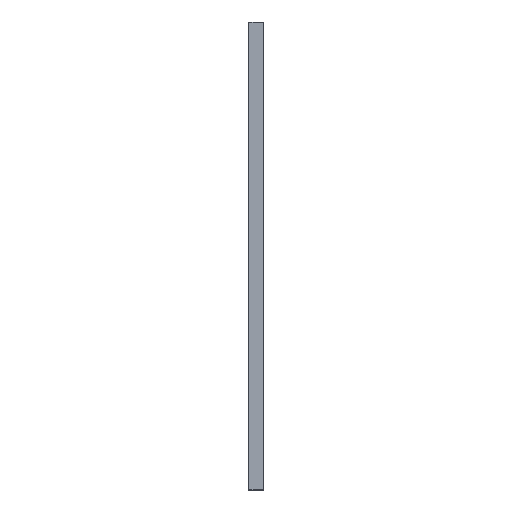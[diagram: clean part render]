
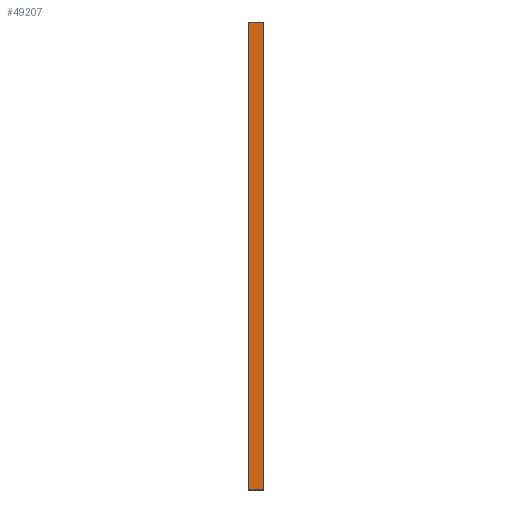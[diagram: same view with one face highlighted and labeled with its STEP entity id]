
A CAD part, front view. The second image highlights one B-rep face of the part: STEP entity #49207.
In plain terms, the highlighted planar face has unit normal (0, -1, 0).
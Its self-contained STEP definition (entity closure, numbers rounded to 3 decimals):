
#37852 = PLANE('',#37853);
#37853 = AXIS2_PLACEMENT_3D('',#37854,#37855,#37856);
#37854 = CARTESIAN_POINT('',(4.,-8.95,0.05));
#37855 = DIRECTION('',(0.,0.707,0.707));
#37856 = DIRECTION('',(1.,0.,0.));
#38160 = PLANE('',#38161);
#38161 = AXIS2_PLACEMENT_3D('',#38162,#38163,#38164);
#38162 = CARTESIAN_POINT('',(4.,-8.95,249.95));
#38163 = DIRECTION('',(0.,-0.707,
    0.707));
#38164 = DIRECTION('',(1.,0.,0.));
#38447 = PLANE('',#38448);
#38448 = AXIS2_PLACEMENT_3D('',#38449,#38450,#38451);
#38449 = CARTESIAN_POINT('',(-3.9,-8.9,0.));
#38450 = DIRECTION('',(-0.707,-0.707,
    0.));
#38451 = DIRECTION('',(0.,0.,1.));
#42323 = VERTEX_POINT('',#42324);
#42324 = CARTESIAN_POINT('',(3.9,-9.,0.1));
#42345 = EDGE_CURVE('',#42323,#42346,#42348,.T.);
#42346 = VERTEX_POINT('',#42347);
#42347 = CARTESIAN_POINT('',(-3.8,-9.,0.1));
#42348 = SURFACE_CURVE('',#42349,(#42353,#42360),.PCURVE_S1.);
#42349 = LINE('',#42350,#42351);
#42350 = CARTESIAN_POINT('',(4.,-9.,0.1));
#42351 = VECTOR('',#42352,1.);
#42352 = DIRECTION('',(-1.,0.,0.));
#42353 = PCURVE('',#37852,#42354);
#42354 = DEFINITIONAL_REPRESENTATION('',(#42355),#42359);
#42355 = LINE('',#42356,#42357);
#42356 = CARTESIAN_POINT('',(0.,-0.071));
#42357 = VECTOR('',#42358,1.);
#42358 = DIRECTION('',(-1.,0.));
#42359 = ( GEOMETRIC_REPRESENTATION_CONTEXT(2) 
PARAMETRIC_REPRESENTATION_CONTEXT() REPRESENTATION_CONTEXT('2D SPACE',''
  ) );
#42360 = PCURVE('',#42361,#42366);
#42361 = PLANE('',#42362);
#42362 = AXIS2_PLACEMENT_3D('',#42363,#42364,#42365);
#42363 = CARTESIAN_POINT('',(4.,-9.,0.));
#42364 = DIRECTION('',(0.,-1.,0.));
#42365 = DIRECTION('',(-1.,0.,0.));
#42366 = DEFINITIONAL_REPRESENTATION('',(#42367),#42371);
#42367 = LINE('',#42368,#42369);
#42368 = CARTESIAN_POINT('',(0.,-0.1));
#42369 = VECTOR('',#42370,1.);
#42370 = DIRECTION('',(1.,0.));
#42371 = ( GEOMETRIC_REPRESENTATION_CONTEXT(2) 
PARAMETRIC_REPRESENTATION_CONTEXT() REPRESENTATION_CONTEXT('2D SPACE',''
  ) );
#42638 = VERTEX_POINT('',#42639);
#42639 = CARTESIAN_POINT('',(3.9,-9.,249.9));
#42660 = EDGE_CURVE('',#42638,#42661,#42663,.T.);
#42661 = VERTEX_POINT('',#42662);
#42662 = CARTESIAN_POINT('',(-3.8,-9.,249.9));
#42663 = SURFACE_CURVE('',#42664,(#42668,#42675),.PCURVE_S1.);
#42664 = LINE('',#42665,#42666);
#42665 = CARTESIAN_POINT('',(4.,-9.,249.9));
#42666 = VECTOR('',#42667,1.);
#42667 = DIRECTION('',(-1.,0.,0.));
#42668 = PCURVE('',#38160,#42669);
#42669 = DEFINITIONAL_REPRESENTATION('',(#42670),#42674);
#42670 = LINE('',#42671,#42672);
#42671 = CARTESIAN_POINT('',(0.,-0.071));
#42672 = VECTOR('',#42673,1.);
#42673 = DIRECTION('',(-1.,0.));
#42674 = ( GEOMETRIC_REPRESENTATION_CONTEXT(2) 
PARAMETRIC_REPRESENTATION_CONTEXT() REPRESENTATION_CONTEXT('2D SPACE',''
  ) );
#42675 = PCURVE('',#42361,#42676);
#42676 = DEFINITIONAL_REPRESENTATION('',(#42677),#42681);
#42677 = LINE('',#42678,#42679);
#42678 = CARTESIAN_POINT('',(0.,-249.9));
#42679 = VECTOR('',#42680,1.);
#42680 = DIRECTION('',(1.,0.));
#42681 = ( GEOMETRIC_REPRESENTATION_CONTEXT(2) 
PARAMETRIC_REPRESENTATION_CONTEXT() REPRESENTATION_CONTEXT('2D SPACE',''
  ) );
#42817 = EDGE_CURVE('',#42346,#42661,#42818,.T.);
#42818 = SURFACE_CURVE('',#42819,(#42823,#42830),.PCURVE_S1.);
#42819 = LINE('',#42820,#42821);
#42820 = CARTESIAN_POINT('',(-3.8,-9.,0.));
#42821 = VECTOR('',#42822,1.);
#42822 = DIRECTION('',(0.,0.,1.));
#42823 = PCURVE('',#38447,#42824);
#42824 = DEFINITIONAL_REPRESENTATION('',(#42825),#42829);
#42825 = LINE('',#42826,#42827);
#42826 = CARTESIAN_POINT('',(0.,-0.141));
#42827 = VECTOR('',#42828,1.);
#42828 = DIRECTION('',(1.,0.));
#42829 = ( GEOMETRIC_REPRESENTATION_CONTEXT(2) 
PARAMETRIC_REPRESENTATION_CONTEXT() REPRESENTATION_CONTEXT('2D SPACE',''
  ) );
#42830 = PCURVE('',#42361,#42831);
#42831 = DEFINITIONAL_REPRESENTATION('',(#42832),#42836);
#42832 = LINE('',#42833,#42834);
#42833 = CARTESIAN_POINT('',(7.8,0.));
#42834 = VECTOR('',#42835,1.);
#42835 = DIRECTION('',(0.,-1.));
#42836 = ( GEOMETRIC_REPRESENTATION_CONTEXT(2) 
PARAMETRIC_REPRESENTATION_CONTEXT() REPRESENTATION_CONTEXT('2D SPACE',''
  ) );
#48859 = PLANE('',#48860);
#48860 = AXIS2_PLACEMENT_3D('',#48861,#48862,#48863);
#48861 = CARTESIAN_POINT('',(3.95,-8.95,0.));
#48862 = DIRECTION('',(0.707,-0.707,0.));
#48863 = DIRECTION('',(0.,0.,1.));
#49207 = ADVANCED_FACE('',(#49208),#42361,.T.);
#49208 = FACE_BOUND('',#49209,.T.);
#49209 = EDGE_LOOP('',(#49210,#49231,#49232,#49233));
#49210 = ORIENTED_EDGE('',*,*,#49211,.T.);
#49211 = EDGE_CURVE('',#42323,#42638,#49212,.T.);
#49212 = SURFACE_CURVE('',#49213,(#49217,#49224),.PCURVE_S1.);
#49213 = LINE('',#49214,#49215);
#49214 = CARTESIAN_POINT('',(3.9,-9.,0.));
#49215 = VECTOR('',#49216,1.);
#49216 = DIRECTION('',(0.,0.,1.));
#49217 = PCURVE('',#42361,#49218);
#49218 = DEFINITIONAL_REPRESENTATION('',(#49219),#49223);
#49219 = LINE('',#49220,#49221);
#49220 = CARTESIAN_POINT('',(0.1,0.));
#49221 = VECTOR('',#49222,1.);
#49222 = DIRECTION('',(0.,-1.));
#49223 = ( GEOMETRIC_REPRESENTATION_CONTEXT(2) 
PARAMETRIC_REPRESENTATION_CONTEXT() REPRESENTATION_CONTEXT('2D SPACE',''
  ) );
#49224 = PCURVE('',#48859,#49225);
#49225 = DEFINITIONAL_REPRESENTATION('',(#49226),#49230);
#49226 = LINE('',#49227,#49228);
#49227 = CARTESIAN_POINT('',(0.,0.071));
#49228 = VECTOR('',#49229,1.);
#49229 = DIRECTION('',(1.,0.));
#49230 = ( GEOMETRIC_REPRESENTATION_CONTEXT(2) 
PARAMETRIC_REPRESENTATION_CONTEXT() REPRESENTATION_CONTEXT('2D SPACE',''
  ) );
#49231 = ORIENTED_EDGE('',*,*,#42660,.T.);
#49232 = ORIENTED_EDGE('',*,*,#42817,.F.);
#49233 = ORIENTED_EDGE('',*,*,#42345,.F.);
